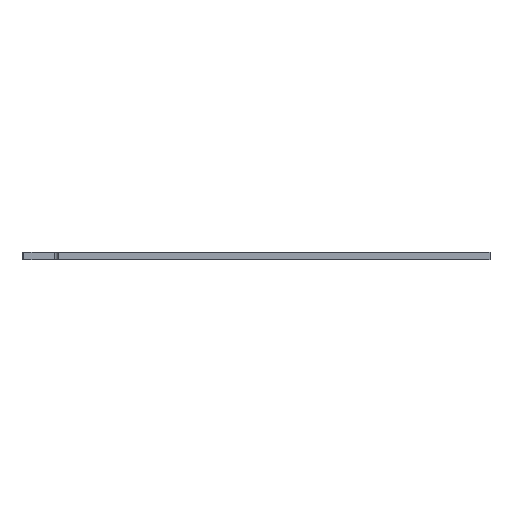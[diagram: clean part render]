
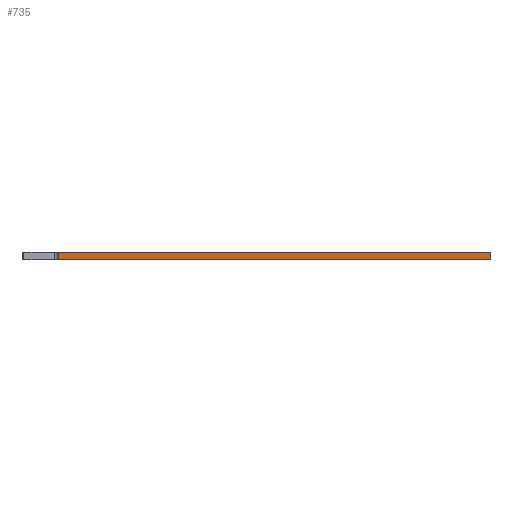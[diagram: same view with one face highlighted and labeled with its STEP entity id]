
A CAD part, front view. The second image highlights one B-rep face of the part: STEP entity #735.
In plain terms, the highlighted planar face has unit normal (0, -1, 0).
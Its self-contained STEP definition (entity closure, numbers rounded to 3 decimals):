
#93=FACE_OUTER_BOUND('',#139,.T.);
#139=EDGE_LOOP('',(#539,#540,#541,#542));
#186=LINE('',#1098,#254);
#187=LINE('',#1101,#255);
#202=LINE('',#1171,#270);
#203=LINE('',#1172,#271);
#254=VECTOR('',#870,10.);
#255=VECTOR('',#873,10.);
#270=VECTOR('',#930,10.);
#271=VECTOR('',#931,10.);
#320=VERTEX_POINT('',#1092);
#322=VERTEX_POINT('',#1096);
#323=VERTEX_POINT('',#1100);
#357=VERTEX_POINT('',#1170);
#394=EDGE_CURVE('',#320,#322,#186,.T.);
#395=EDGE_CURVE('',#320,#323,#187,.T.);
#430=EDGE_CURVE('',#357,#322,#202,.T.);
#431=EDGE_CURVE('',#323,#357,#203,.T.);
#539=ORIENTED_EDGE('',*,*,#394,.T.);
#540=ORIENTED_EDGE('',*,*,#430,.F.);
#541=ORIENTED_EDGE('',*,*,#431,.F.);
#542=ORIENTED_EDGE('',*,*,#395,.F.);
#717=PLANE('',#807);
#735=ADVANCED_FACE('',(#93),#717,.F.);
#807=AXIS2_PLACEMENT_3D('',#1169,#928,#929);
#870=DIRECTION('',(0.,0.,-1.));
#873=DIRECTION('',(1.,0.,0.));
#928=DIRECTION('center_axis',(0.,1.,0.));
#929=DIRECTION('ref_axis',(0.,0.,1.));
#930=DIRECTION('',(-1.,0.,0.));
#931=DIRECTION('',(0.,0.,-1.));
#1092=CARTESIAN_POINT('',(10.5,-0.5,0.));
#1096=CARTESIAN_POINT('',(10.5,-0.5,-4.));
#1098=CARTESIAN_POINT('',(10.5,-0.5,-1.));
#1100=CARTESIAN_POINT('',(249.,-0.5,0.));
#1101=CARTESIAN_POINT('',(59.875,-0.5,0.));
#1169=CARTESIAN_POINT('Origin',(119.75,-0.5,-2.));
#1170=CARTESIAN_POINT('',(249.,-0.5,-4.));
#1171=CARTESIAN_POINT('',(59.875,-0.5,-4.));
#1172=CARTESIAN_POINT('',(249.,-0.5,-1.));
